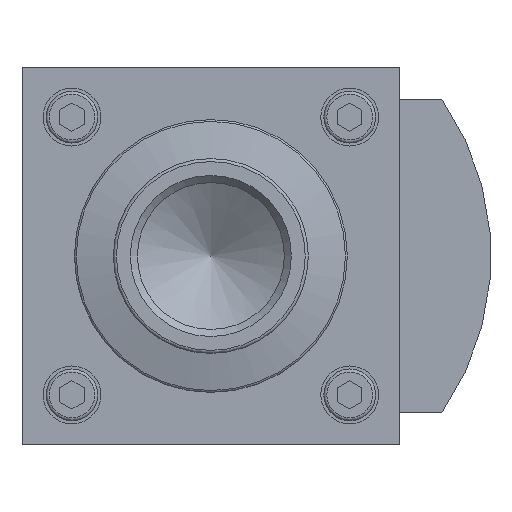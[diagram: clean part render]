
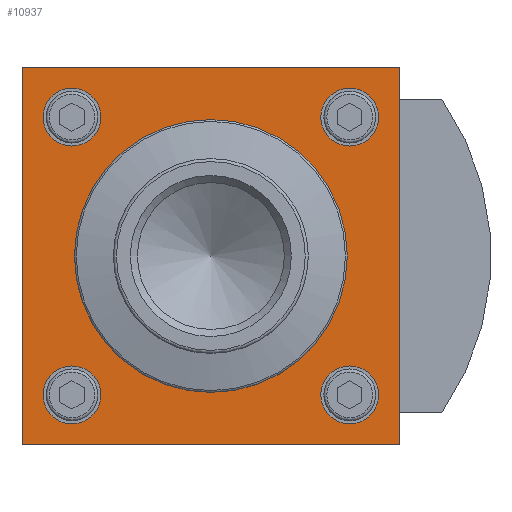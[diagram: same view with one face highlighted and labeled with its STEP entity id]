
A CAD part, front view. The second image highlights one B-rep face of the part: STEP entity #10937.
In plain terms, the highlighted planar face has unit normal (0, -1, 0).
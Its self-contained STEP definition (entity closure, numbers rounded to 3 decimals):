
#278=PLANE('',#11573);
#994=LINE('',#15822,#1762);
#997=LINE('',#15828,#1765);
#1000=LINE('',#15834,#1768);
#1003=LINE('',#15839,#1771);
#1762=VECTOR('',#13246,1000.);
#1765=VECTOR('',#13251,1000.);
#1768=VECTOR('',#13256,1000.);
#1771=VECTOR('',#13261,1000.);
#2113=CIRCLE('',#11574,4.75);
#2114=CIRCLE('',#11575,4.75);
#2115=CIRCLE('',#11576,4.75);
#2116=CIRCLE('',#11577,4.75);
#2117=CIRCLE('',#11578,22.4);
#3462=ORIENTED_EDGE('',*,*,#5095,.F.);
#3463=ORIENTED_EDGE('',*,*,#5096,.F.);
#3464=ORIENTED_EDGE('',*,*,#5097,.F.);
#3465=ORIENTED_EDGE('',*,*,#5098,.F.);
#3466=ORIENTED_EDGE('',*,*,#5099,.F.);
#3467=ORIENTED_EDGE('',*,*,#5085,.F.);
#3468=ORIENTED_EDGE('',*,*,#5094,.F.);
#3469=ORIENTED_EDGE('',*,*,#5091,.F.);
#3470=ORIENTED_EDGE('',*,*,#5088,.F.);
#5085=EDGE_CURVE('',#5937,#5938,#994,.T.);
#5088=EDGE_CURVE('',#5938,#5940,#997,.T.);
#5091=EDGE_CURVE('',#5940,#5942,#1000,.T.);
#5094=EDGE_CURVE('',#5942,#5937,#1003,.T.);
#5095=EDGE_CURVE('',#5943,#5943,#2113,.T.);
#5096=EDGE_CURVE('',#5944,#5944,#2114,.T.);
#5097=EDGE_CURVE('',#5945,#5945,#2115,.T.);
#5098=EDGE_CURVE('',#5946,#5946,#2116,.T.);
#5099=EDGE_CURVE('',#5947,#5947,#2117,.F.);
#5937=VERTEX_POINT('',#15821);
#5938=VERTEX_POINT('',#15823);
#5940=VERTEX_POINT('',#15829);
#5942=VERTEX_POINT('',#15835);
#5943=VERTEX_POINT('',#15842);
#5944=VERTEX_POINT('',#15844);
#5945=VERTEX_POINT('',#15846);
#5946=VERTEX_POINT('',#15848);
#5947=VERTEX_POINT('',#15850);
#6425=EDGE_LOOP('',(#3462));
#6426=EDGE_LOOP('',(#3463));
#6427=EDGE_LOOP('',(#3464));
#6428=EDGE_LOOP('',(#3465));
#6429=EDGE_LOOP('',(#3466));
#6430=EDGE_LOOP('',(#3467,#3468,#3469,#3470));
#7024=FACE_BOUND('',#6425,.T.);
#7025=FACE_BOUND('',#6426,.T.);
#7026=FACE_BOUND('',#6427,.T.);
#7027=FACE_BOUND('',#6428,.T.);
#7028=FACE_BOUND('',#6429,.T.);
#7029=FACE_BOUND('',#6430,.T.);
#10937=ADVANCED_FACE('',(#7024,#7025,#7026,#7027,#7028,#7029),#278,.F.);
#11573=AXIS2_PLACEMENT_3D('',#15840,#13262,#13263);
#11574=AXIS2_PLACEMENT_3D('',#15841,#13264,#13265);
#11575=AXIS2_PLACEMENT_3D('',#15843,#13266,#13267);
#11576=AXIS2_PLACEMENT_3D('',#15845,#13268,#13269);
#11577=AXIS2_PLACEMENT_3D('',#15847,#13270,#13271);
#11578=AXIS2_PLACEMENT_3D('',#15849,#13272,#13273);
#13246=DIRECTION('',(0.,0.,1.));
#13251=DIRECTION('',(1.,0.,0.));
#13256=DIRECTION('',(0.,0.,-1.));
#13261=DIRECTION('',(-1.,0.,0.));
#13262=DIRECTION('',(0.,1.,0.));
#13263=DIRECTION('',(0.,0.,1.));
#13264=DIRECTION('',(0.,-1.,0.));
#13265=DIRECTION('',(0.,0.,-1.));
#13266=DIRECTION('',(0.,-1.,0.));
#13267=DIRECTION('',(0.,0.,-1.));
#13268=DIRECTION('',(0.,-1.,0.));
#13269=DIRECTION('',(0.,0.,-1.));
#13270=DIRECTION('',(0.,-1.,0.));
#13271=DIRECTION('',(0.,0.,-1.));
#13272=DIRECTION('',(0.,1.,0.));
#13273=DIRECTION('',(0.,0.,1.));
#15821=CARTESIAN_POINT('',(-30.99,-58.5,-30.99));
#15822=CARTESIAN_POINT('',(-30.99,-58.5,-30.99));
#15823=CARTESIAN_POINT('',(-30.99,-58.5,30.99));
#15828=CARTESIAN_POINT('',(-30.99,-58.5,30.99));
#15829=CARTESIAN_POINT('',(30.99,-58.5,30.99));
#15834=CARTESIAN_POINT('',(30.99,-58.5,30.99));
#15835=CARTESIAN_POINT('',(30.99,-58.5,-30.99));
#15839=CARTESIAN_POINT('',(30.99,-58.5,-30.99));
#15840=CARTESIAN_POINT('',(0.,-58.5,0.));
#15841=CARTESIAN_POINT('',(-22.8,-58.5,22.8));
#15842=CARTESIAN_POINT('',(-22.8,-58.5,18.05));
#15843=CARTESIAN_POINT('',(22.8,-58.5,22.8));
#15844=CARTESIAN_POINT('',(22.8,-58.5,18.05));
#15845=CARTESIAN_POINT('',(-22.8,-58.5,-22.8));
#15846=CARTESIAN_POINT('',(-22.8,-58.5,-27.55));
#15847=CARTESIAN_POINT('',(22.8,-58.5,-22.8));
#15848=CARTESIAN_POINT('',(22.8,-58.5,-27.55));
#15849=CARTESIAN_POINT('',(0.,-58.5,0.));
#15850=CARTESIAN_POINT('',(0.,-58.5,22.4));
